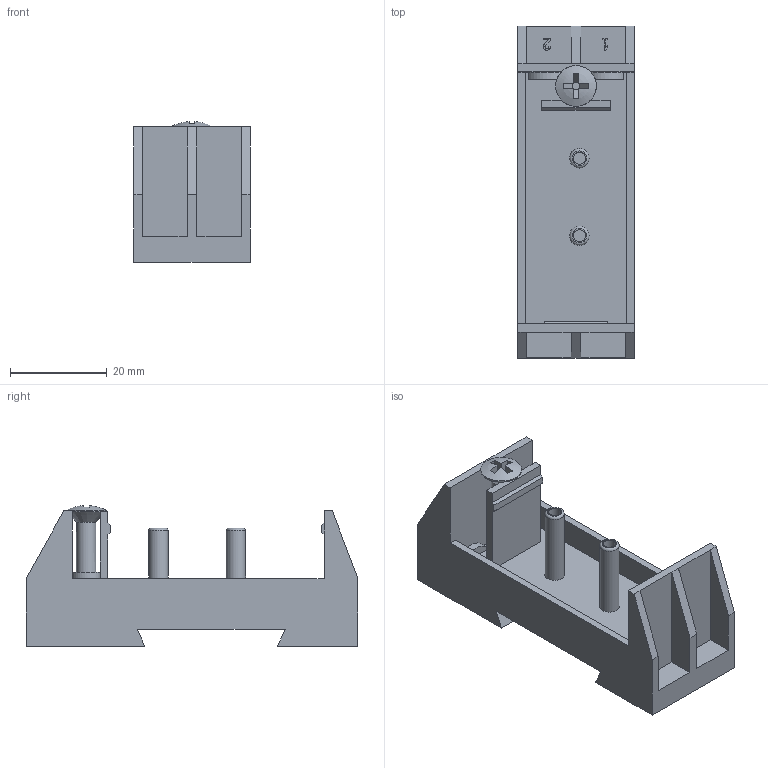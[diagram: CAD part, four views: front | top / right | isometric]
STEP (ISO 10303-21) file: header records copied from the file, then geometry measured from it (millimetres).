
FILE_DESCRIPTION(/* description */ ('STEP AP214'),/* implementation_level */ '2;1');
FILE_NAME(/* name */ '150240_PZVT-S-DIN',/* time_stamp */ '2024-09-11T14:32:10+02:00',/* author */ ('License CC BY-ND 4.0'),/* organization */ ('CADENAS'),/* preprocessor_version */ 'ST-DEVELOPER v19.3',/* originating_system */ 'PARTsolutions',/* authorisation */ ' ');
FILE_SCHEMA (('AUTOMOTIVE_DESIGN {1 0 10303 214 3 1 1}'));
Length unit declared in the file: millimetre
Products named in the file (1): 150240 PZVT-S-DIN
Bounding box: 24 x 68.5 x 29.07 mm (x, y, z)
Volume: 15859.3 mm3; surface area: 12071.7 mm2
Topology: 1 solids, 2 shells, 131 faces, 354 edges, 232 vertices
Faces by surface type: plane 108, cylinder 17, cone 3, torus 3
Full cylindrical faces by diameter (mm): 2.5 x2, 4 x4, 4.134 x2, 8.4 x1, 8.9 x2, 9 x2
Entity records: 4856 total; most frequent: CARTESIAN_POINT 749, ORIENTED_EDGE 648, DIRECTION 616, EDGE_CURVE 324, LINE 260, VECTOR 260, VERTEX_POINT 221, AXIS2_PLACEMENT_3D 178
